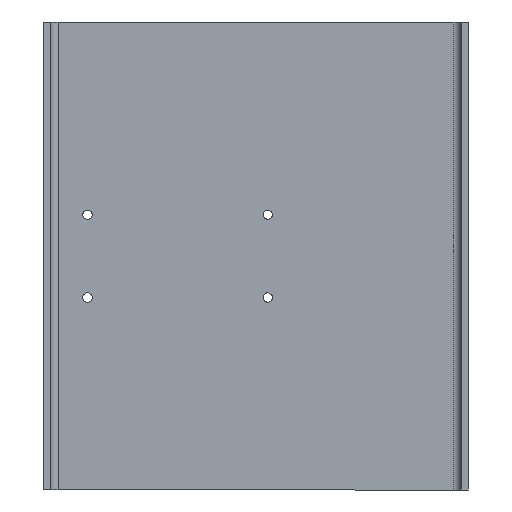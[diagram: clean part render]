
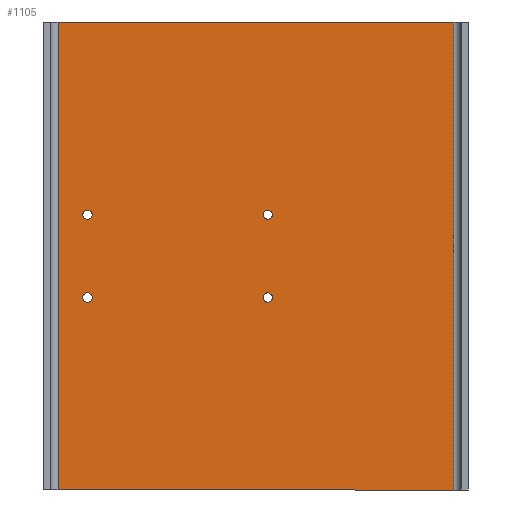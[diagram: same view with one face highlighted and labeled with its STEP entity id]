
A CAD part, front view. The second image highlights one B-rep face of the part: STEP entity #1105.
In plain terms, the highlighted planar face has unit normal (0, -1, 0).
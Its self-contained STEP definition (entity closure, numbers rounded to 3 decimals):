
#20 = AXIS2_PLACEMENT_3D ( 'NONE', #966, #212, #1095 ) ;
#46 = CIRCLE ( 'NONE', #902, 1. ) ;
#57 = EDGE_CURVE ( 'NONE', #959, #1151, #1476, .T. ) ;
#58 = DIRECTION ( 'NONE',  ( 0., 0., -1. ) ) ;
#75 = CARTESIAN_POINT ( 'NONE',  ( 45.466, 0., -60.817 ) ) ;
#79 = VERTEX_POINT ( 'NONE', #1540 ) ;
#112 = EDGE_CURVE ( 'NONE', #1577, #846, #46, .T. ) ;
#133 = ORIENTED_EDGE ( 'NONE', *, *, #112, .T. ) ;
#170 = DIRECTION ( 'NONE',  ( 0., 0., 1. ) ) ;
#188 = DIRECTION ( 'NONE',  ( 0., 1., 0. ) ) ;
#198 = EDGE_CURVE ( 'NONE', #1151, #959, #202, .T. ) ;
#202 = CIRCLE ( 'NONE', #640, 1. ) ;
#212 = DIRECTION ( 'NONE',  ( 0., 1., 0. ) ) ;
#235 = FACE_BOUND ( 'NONE', #848, .T. ) ;
#237 = EDGE_CURVE ( 'NONE', #846, #1577, #1496, .T. ) ;
#248 = CARTESIAN_POINT ( 'NONE',  ( 6.35, 0., -60.817 ) ) ;
#252 = EDGE_LOOP ( 'NONE', ( #1134, #603, #1178, #792 ) ) ;
#277 = LINE ( 'NONE', #284, #882 ) ;
#284 = CARTESIAN_POINT ( 'NONE',  ( 0., 0., 0. ) ) ;
#286 = DIRECTION ( 'NONE',  ( 0., 0., 1. ) ) ;
#294 = VECTOR ( 'NONE', #705, 1000. ) ;
#300 = CARTESIAN_POINT ( 'NONE',  ( 45.466, 0., -59.817 ) ) ;
#328 = VECTOR ( 'NONE', #1059, 1000. ) ;
#397 = CARTESIAN_POINT ( 'NONE',  ( 45.466, 0., -41.817 ) ) ;
#402 = DIRECTION ( 'NONE',  ( 0., 1., 0. ) ) ;
#404 = EDGE_CURVE ( 'NONE', #1115, #79, #277, .T. ) ;
#427 = DIRECTION ( 'NONE',  ( 0., 0., 1. ) ) ;
#432 = ORIENTED_EDGE ( 'NONE', *, *, #57, .T. ) ;
#435 = CIRCLE ( 'NONE', #1316, 1. ) ;
#436 = CARTESIAN_POINT ( 'NONE',  ( 0., 0., 0. ) ) ;
#443 = DIRECTION ( 'NONE',  ( 0., 0., -1. ) ) ;
#454 = CARTESIAN_POINT ( 'NONE',  ( 0., 0., 0. ) ) ;
#470 = CARTESIAN_POINT ( 'NONE',  ( 45.466, 0., -40.817 ) ) ;
#472 = AXIS2_PLACEMENT_3D ( 'NONE', #1174, #798, #286 ) ;
#481 = VERTEX_POINT ( 'NONE', #907 ) ;
#509 = ORIENTED_EDGE ( 'NONE', *, *, #839, .T. ) ;
#516 = AXIS2_PLACEMENT_3D ( 'NONE', #300, #1189, #427 ) ;
#531 = EDGE_CURVE ( 'NONE', #481, #1115, #673, .T. ) ;
#537 = ORIENTED_EDGE ( 'NONE', *, *, #198, .T. ) ;
#542 = DIRECTION ( 'NONE',  ( 0., 0., -1. ) ) ;
#555 = FACE_BOUND ( 'NONE', #726, .T. ) ;
#577 = CARTESIAN_POINT ( 'NONE',  ( 85.859, 0., 0. ) ) ;
#603 = ORIENTED_EDGE ( 'NONE', *, *, #531, .F. ) ;
#612 = EDGE_CURVE ( 'NONE', #1603, #481, #1548, .T. ) ;
#640 = AXIS2_PLACEMENT_3D ( 'NONE', #1382, #1153, #1143 ) ;
#663 = EDGE_CURVE ( 'NONE', #79, #1603, #1292, .T. ) ;
#673 = LINE ( 'NONE', #1422, #328 ) ;
#705 = DIRECTION ( 'NONE',  ( 1., 0., 0. ) ) ;
#726 = EDGE_LOOP ( 'NONE', ( #1125, #1298 ) ) ;
#752 = EDGE_CURVE ( 'NONE', #1418, #1379, #867, .T. ) ;
#762 = EDGE_LOOP ( 'NONE', ( #537, #432 ) ) ;
#792 = ORIENTED_EDGE ( 'NONE', *, *, #663, .F. ) ;
#798 = DIRECTION ( 'NONE',  ( 0., 1., 0. ) ) ;
#833 = DIRECTION ( 'NONE',  ( 0., 1., 0. ) ) ;
#838 = CARTESIAN_POINT ( 'NONE',  ( 45.466, 0., -42.817 ) ) ;
#839 = EDGE_CURVE ( 'NONE', #1619, #1272, #435, .T. ) ;
#846 = VERTEX_POINT ( 'NONE', #1441 ) ;
#848 = EDGE_LOOP ( 'NONE', ( #1467, #509 ) ) ;
#867 = CIRCLE ( 'NONE', #1004, 1. ) ;
#871 = AXIS2_PLACEMENT_3D ( 'NONE', #397, #402, #542 ) ;
#878 = EDGE_CURVE ( 'NONE', #1272, #1619, #1311, .T. ) ;
#882 = VECTOR ( 'NONE', #170, 1000. ) ;
#897 = FACE_OUTER_BOUND ( 'NONE', #252, .T. ) ;
#902 = AXIS2_PLACEMENT_3D ( 'NONE', #1481, #1472, #1340 ) ;
#907 = CARTESIAN_POINT ( 'NONE',  ( 85.859, 0., -101.6 ) ) ;
#936 = CARTESIAN_POINT ( 'NONE',  ( 45.466, 0., -59.817 ) ) ;
#959 = VERTEX_POINT ( 'NONE', #470 ) ;
#966 = CARTESIAN_POINT ( 'NONE',  ( 6.35, 0., -41.817 ) ) ;
#970 = VECTOR ( 'NONE', #1444, 1000. ) ;
#992 = CIRCLE ( 'NONE', #516, 1. ) ;
#1004 = AXIS2_PLACEMENT_3D ( 'NONE', #936, #188, #1063 ) ;
#1015 = CARTESIAN_POINT ( 'NONE',  ( 85.859, 0., 0. ) ) ;
#1020 = CARTESIAN_POINT ( 'NONE',  ( 6.35, 0., -40.817 ) ) ;
#1059 = DIRECTION ( 'NONE',  ( -1., 0., 0. ) ) ;
#1063 = DIRECTION ( 'NONE',  ( 0., 0., 1. ) ) ;
#1066 = EDGE_CURVE ( 'NONE', #1379, #1418, #992, .T. ) ;
#1077 = PLANE ( 'NONE',  #1258 ) ;
#1095 = DIRECTION ( 'NONE',  ( 0., 0., -1. ) ) ;
#1105 = ADVANCED_FACE ( 'NONE', ( #1567, #1215, #897, #555, #235 ), #1077, .T. ) ;
#1115 = VERTEX_POINT ( 'NONE', #1440 ) ;
#1125 = ORIENTED_EDGE ( 'NONE', *, *, #1066, .T. ) ;
#1134 = ORIENTED_EDGE ( 'NONE', *, *, #404, .F. ) ;
#1143 = DIRECTION ( 'NONE',  ( 0., 0., -1. ) ) ;
#1151 = VERTEX_POINT ( 'NONE', #838 ) ;
#1153 = DIRECTION ( 'NONE',  ( 0., 1., 0. ) ) ;
#1174 = CARTESIAN_POINT ( 'NONE',  ( 6.35, 0., -59.817 ) ) ;
#1178 = ORIENTED_EDGE ( 'NONE', *, *, #612, .F. ) ;
#1189 = DIRECTION ( 'NONE',  ( 0., 1., 0. ) ) ;
#1193 = DIRECTION ( 'NONE',  ( 0., -1., 0. ) ) ;
#1215 = FACE_BOUND ( 'NONE', #1450, .T. ) ;
#1246 = CARTESIAN_POINT ( 'NONE',  ( 6.35, 0., -42.817 ) ) ;
#1258 = AXIS2_PLACEMENT_3D ( 'NONE', #436, #1193, #443 ) ;
#1272 = VERTEX_POINT ( 'NONE', #1246 ) ;
#1292 = LINE ( 'NONE', #454, #294 ) ;
#1298 = ORIENTED_EDGE ( 'NONE', *, *, #752, .T. ) ;
#1311 = CIRCLE ( 'NONE', #20, 1. ) ;
#1316 = AXIS2_PLACEMENT_3D ( 'NONE', #1571, #833, #58 ) ;
#1340 = DIRECTION ( 'NONE',  ( 0., 0., 1. ) ) ;
#1379 = VERTEX_POINT ( 'NONE', #75 ) ;
#1382 = CARTESIAN_POINT ( 'NONE',  ( 45.466, 0., -41.817 ) ) ;
#1418 = VERTEX_POINT ( 'NONE', #1594 ) ;
#1422 = CARTESIAN_POINT ( 'NONE',  ( 0., 0., -101.6 ) ) ;
#1440 = CARTESIAN_POINT ( 'NONE',  ( 0., 0., -101.6 ) ) ;
#1441 = CARTESIAN_POINT ( 'NONE',  ( 6.35, 0., -58.817 ) ) ;
#1444 = DIRECTION ( 'NONE',  ( 0., 0., -1. ) ) ;
#1450 = EDGE_LOOP ( 'NONE', ( #133, #1458 ) ) ;
#1458 = ORIENTED_EDGE ( 'NONE', *, *, #237, .T. ) ;
#1467 = ORIENTED_EDGE ( 'NONE', *, *, #878, .T. ) ;
#1472 = DIRECTION ( 'NONE',  ( 0., 1., 0. ) ) ;
#1476 = CIRCLE ( 'NONE', #871, 1. ) ;
#1481 = CARTESIAN_POINT ( 'NONE',  ( 6.35, 0., -59.817 ) ) ;
#1496 = CIRCLE ( 'NONE', #472, 1. ) ;
#1540 = CARTESIAN_POINT ( 'NONE',  ( 0., 0., 0. ) ) ;
#1548 = LINE ( 'NONE', #577, #970 ) ;
#1567 = FACE_BOUND ( 'NONE', #762, .T. ) ;
#1571 = CARTESIAN_POINT ( 'NONE',  ( 6.35, 0., -41.817 ) ) ;
#1577 = VERTEX_POINT ( 'NONE', #248 ) ;
#1594 = CARTESIAN_POINT ( 'NONE',  ( 45.466, 0., -58.817 ) ) ;
#1603 = VERTEX_POINT ( 'NONE', #1015 ) ;
#1619 = VERTEX_POINT ( 'NONE', #1020 ) ;
